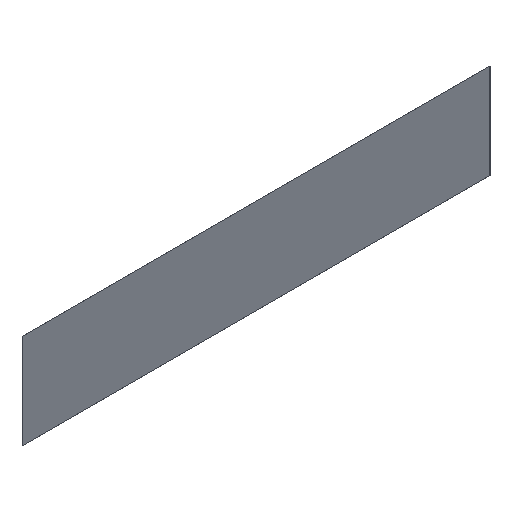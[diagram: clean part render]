
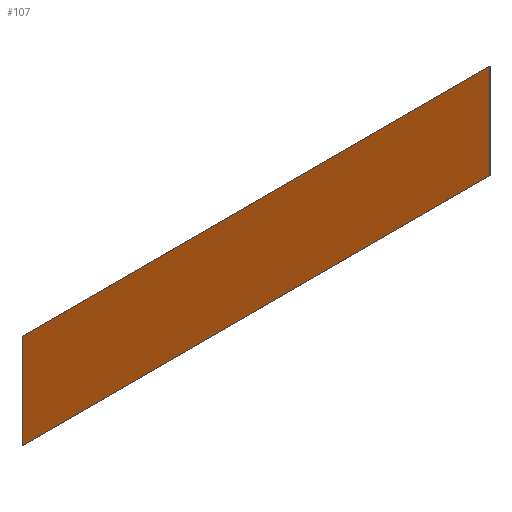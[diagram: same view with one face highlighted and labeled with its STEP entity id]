
A CAD part, isometric view. The second image highlights one B-rep face of the part: STEP entity #107.
In plain terms, the highlighted planar face has unit normal (0, -1, 0).
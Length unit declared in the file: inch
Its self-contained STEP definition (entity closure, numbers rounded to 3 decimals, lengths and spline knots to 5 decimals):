
#21=FACE_OUTER_BOUND('',#27,.T.);
#27=EDGE_LOOP('',(#92,#93,#94,#95));
#28=LINE('',#164,#40);
#32=LINE('',#172,#44);
#35=LINE('',#178,#47);
#38=LINE('',#183,#50);
#40=VECTOR('',#138,39.37008);
#44=VECTOR('',#144,39.37008);
#47=VECTOR('',#149,39.37008);
#50=VECTOR('',#154,39.37008);
#52=VERTEX_POINT('',#162);
#53=VERTEX_POINT('',#163);
#56=VERTEX_POINT('',#171);
#58=VERTEX_POINT('',#177);
#60=EDGE_CURVE('',#52,#53,#28,.T.);
#64=EDGE_CURVE('',#53,#56,#32,.T.);
#67=EDGE_CURVE('',#56,#58,#35,.T.);
#70=EDGE_CURVE('',#58,#52,#38,.T.);
#92=ORIENTED_EDGE('',*,*,#60,.F.);
#93=ORIENTED_EDGE('',*,*,#70,.F.);
#94=ORIENTED_EDGE('',*,*,#67,.F.);
#95=ORIENTED_EDGE('',*,*,#64,.F.);
#101=PLANE('',#133);
#107=ADVANCED_FACE('',(#21),#101,.T.);
#133=AXIS2_PLACEMENT_3D('',#186,#158,#159);
#138=DIRECTION('',(0.,0.,1.));
#144=DIRECTION('',(1.,0.,0.));
#149=DIRECTION('',(0.,0.,-1.));
#154=DIRECTION('',(-1.,0.,0.));
#158=DIRECTION('center_axis',(0.,-1.,0.));
#159=DIRECTION('ref_axis',(0.,0.,-1.));
#162=CARTESIAN_POINT('',(0.,0.,-180.));
#163=CARTESIAN_POINT('',(0.,0.,0.));
#164=CARTESIAN_POINT('',(0.,0.,0.));
#171=CARTESIAN_POINT('',(888.,0.,0.));
#172=CARTESIAN_POINT('',(0.,0.,0.));
#177=CARTESIAN_POINT('',(888.,0.,-180.));
#178=CARTESIAN_POINT('',(888.,0.,0.));
#183=CARTESIAN_POINT('',(0.,0.,-180.));
#186=CARTESIAN_POINT('Origin',(0.,0.,0.));
